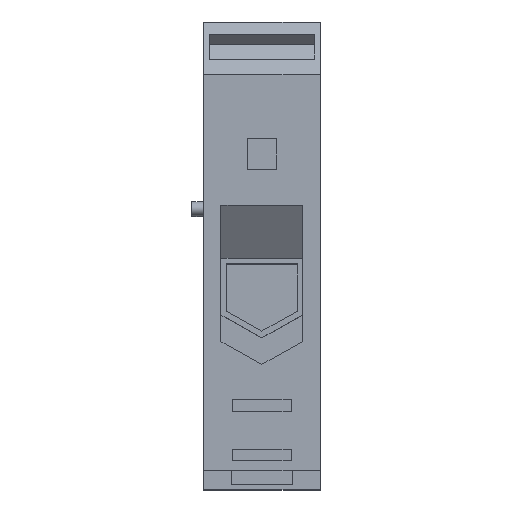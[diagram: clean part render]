
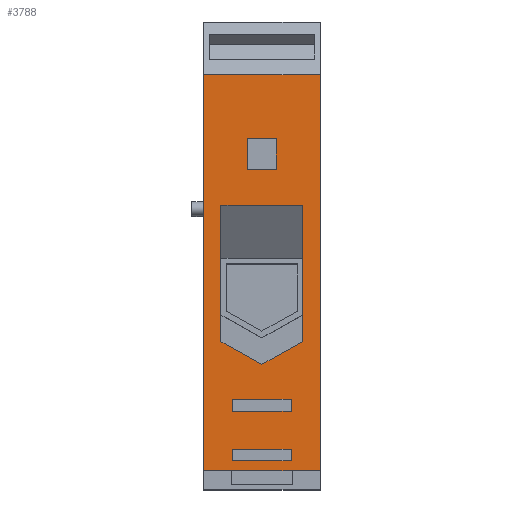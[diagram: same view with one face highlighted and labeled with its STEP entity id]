
A CAD part, top view. The second image highlights one B-rep face of the part: STEP entity #3788.
In plain terms, the highlighted planar face has unit normal (0, 0, 1).
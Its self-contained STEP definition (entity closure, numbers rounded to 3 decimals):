
#10=DIRECTION('',(0.,1.,0.));
#11=VECTOR('',#10,67.8);
#12=CARTESIAN_POINT('',(0.,3.2,71.));
#13=LINE('',#12,#11);
#742=DIRECTION('',(1.,0.,0.));
#743=VECTOR('',#742,20.);
#744=CARTESIAN_POINT('',(0.,3.2,71.));
#745=LINE('',#744,#743);
#746=DIRECTION('',(0.,-1.,0.));
#747=VECTOR('',#746,5.2);
#748=CARTESIAN_POINT('',(12.5,60.,71.));
#749=LINE('',#748,#747);
#750=DIRECTION('',(1.,0.,0.));
#751=VECTOR('',#750,5.);
#752=CARTESIAN_POINT('',(7.5,60.,71.));
#753=LINE('',#752,#751);
#754=DIRECTION('',(0.,1.,0.));
#755=VECTOR('',#754,5.2);
#756=CARTESIAN_POINT('',(7.5,54.8,71.));
#757=LINE('',#756,#755);
#758=DIRECTION('',(-1.,0.,0.));
#759=VECTOR('',#758,5.);
#760=CARTESIAN_POINT('',(12.5,54.8,71.));
#761=LINE('',#760,#759);
#762=DIRECTION('',(0.,1.,0.));
#763=VECTOR('',#762,2.);
#764=CARTESIAN_POINT('',(15.,4.9,71.));
#765=LINE('',#764,#763);
#766=DIRECTION('',(-1.,0.,0.));
#767=VECTOR('',#766,10.);
#768=CARTESIAN_POINT('',(15.,6.9,71.));
#769=LINE('',#768,#767);
#770=DIRECTION('',(0.,-1.,0.));
#771=VECTOR('',#770,2.);
#772=CARTESIAN_POINT('',(5.,6.9,71.));
#773=LINE('',#772,#771);
#774=DIRECTION('',(1.,0.,0.));
#775=VECTOR('',#774,10.);
#776=CARTESIAN_POINT('',(5.,4.9,71.));
#777=LINE('',#776,#775);
#778=DIRECTION('',(0.,1.,0.));
#779=VECTOR('',#778,2.);
#780=CARTESIAN_POINT('',(15.,13.4,71.));
#781=LINE('',#780,#779);
#782=DIRECTION('',(-1.,0.,0.));
#783=VECTOR('',#782,10.);
#784=CARTESIAN_POINT('',(15.,15.4,71.));
#785=LINE('',#784,#783);
#786=DIRECTION('',(0.,-1.,0.));
#787=VECTOR('',#786,2.);
#788=CARTESIAN_POINT('',(5.,15.4,71.));
#789=LINE('',#788,#787);
#790=DIRECTION('',(1.,0.,0.));
#791=VECTOR('',#790,10.);
#792=CARTESIAN_POINT('',(5.,13.4,71.));
#793=LINE('',#792,#791);
#794=DIRECTION('',(-1.,0.,0.));
#795=VECTOR('',#794,14.);
#796=CARTESIAN_POINT('',(17.,48.6,71.));
#797=LINE('',#796,#795);
#798=DIRECTION('',(-0.874,0.487,0.));
#799=VECTOR('',#798,8.013);
#800=CARTESIAN_POINT('',(10.,21.4,71.));
#801=LINE('',#800,#799);
#802=DIRECTION('',(-0.874,-0.487,0.));
#803=VECTOR('',#802,8.013);
#804=CARTESIAN_POINT('',(17.,25.3,71.));
#805=LINE('',#804,#803);
#806=DIRECTION('',(1.,0.,0.));
#807=VECTOR('',#806,20.);
#808=CARTESIAN_POINT('',(0.,71.,71.));
#809=LINE('',#808,#807);
#918=DIRECTION('',(0.,1.,0.));
#919=VECTOR('',#918,67.8);
#920=CARTESIAN_POINT('',(20.,3.2,71.));
#921=LINE('',#920,#919);
#1338=DIRECTION('',(0.,-1.,0.));
#1339=VECTOR('',#1338,23.3);
#1340=CARTESIAN_POINT('',(17.,48.6,71.));
#1341=LINE('',#1340,#1339);
#1462=DIRECTION('',(0.,1.,0.));
#1463=VECTOR('',#1462,23.3);
#1464=CARTESIAN_POINT('',(3.,25.3,71.));
#1465=LINE('',#1464,#1463);
#2072=CARTESIAN_POINT('',(0.,3.2,71.));
#2073=VERTEX_POINT('',#2072);
#2074=CARTESIAN_POINT('',(0.,71.,71.));
#2075=VERTEX_POINT('',#2074);
#2122=CARTESIAN_POINT('',(20.,3.2,71.));
#2123=VERTEX_POINT('',#2122);
#2124=CARTESIAN_POINT('',(20.,71.,71.));
#2125=VERTEX_POINT('',#2124);
#2222=CARTESIAN_POINT('',(12.5,60.,71.));
#2223=VERTEX_POINT('',#2222);
#2224=CARTESIAN_POINT('',(12.5,54.8,71.));
#2225=VERTEX_POINT('',#2224);
#2226=CARTESIAN_POINT('',(7.5,54.8,71.));
#2227=VERTEX_POINT('',#2226);
#2228=CARTESIAN_POINT('',(7.5,60.,71.));
#2229=VERTEX_POINT('',#2228);
#2302=CARTESIAN_POINT('',(15.,4.9,71.));
#2303=CARTESIAN_POINT('',(15.,6.9,71.));
#2304=VERTEX_POINT('',#2302);
#2305=VERTEX_POINT('',#2303);
#2306=CARTESIAN_POINT('',(5.,6.9,71.));
#2307=VERTEX_POINT('',#2306);
#2308=CARTESIAN_POINT('',(5.,4.9,71.));
#2309=VERTEX_POINT('',#2308);
#2310=CARTESIAN_POINT('',(15.,13.4,71.));
#2311=CARTESIAN_POINT('',(15.,15.4,71.));
#2312=VERTEX_POINT('',#2310);
#2313=VERTEX_POINT('',#2311);
#2314=CARTESIAN_POINT('',(5.,15.4,71.));
#2315=VERTEX_POINT('',#2314);
#2316=CARTESIAN_POINT('',(5.,13.4,71.));
#2317=VERTEX_POINT('',#2316);
#2512=CARTESIAN_POINT('',(10.,21.4,71.));
#2513=VERTEX_POINT('',#2512);
#2514=CARTESIAN_POINT('',(3.,25.3,71.));
#2515=VERTEX_POINT('',#2514);
#2516=CARTESIAN_POINT('',(17.,25.3,71.));
#2517=VERTEX_POINT('',#2516);
#2574=CARTESIAN_POINT('',(17.,48.6,71.));
#2575=CARTESIAN_POINT('',(3.,48.6,71.));
#2576=VERTEX_POINT('',#2574);
#2577=VERTEX_POINT('',#2575);
#3733=CARTESIAN_POINT('',(0.,3.2,71.));
#3734=DIRECTION('',(0.,0.,1.));
#3735=DIRECTION('',(0.,1.,0.));
#3736=AXIS2_PLACEMENT_3D('',#3733,#3734,#3735);
#3737=PLANE('',#3736);
#3738=ORIENTED_EDGE('',*,*,#2687,.T.);
#3740=ORIENTED_EDGE('',*,*,#3739,.T.);
#3742=ORIENTED_EDGE('',*,*,#3741,.F.);
#3743=ORIENTED_EDGE('',*,*,#3568,.F.);
#3744=EDGE_LOOP('',(#3738,#3740,#3742,#3743));
#3745=FACE_OUTER_BOUND('',#3744,.F.);
#3747=ORIENTED_EDGE('',*,*,#3746,.F.);
#3749=ORIENTED_EDGE('',*,*,#3748,.F.);
#3751=ORIENTED_EDGE('',*,*,#3750,.F.);
#3753=ORIENTED_EDGE('',*,*,#3752,.F.);
#3754=EDGE_LOOP('',(#3747,#3749,#3751,#3753));
#3755=FACE_BOUND('',#3754,.F.);
#3757=ORIENTED_EDGE('',*,*,#3756,.T.);
#3759=ORIENTED_EDGE('',*,*,#3758,.T.);
#3761=ORIENTED_EDGE('',*,*,#3760,.T.);
#3763=ORIENTED_EDGE('',*,*,#3762,.T.);
#3764=EDGE_LOOP('',(#3757,#3759,#3761,#3763));
#3765=FACE_BOUND('',#3764,.F.);
#3767=ORIENTED_EDGE('',*,*,#3766,.T.);
#3769=ORIENTED_EDGE('',*,*,#3768,.T.);
#3771=ORIENTED_EDGE('',*,*,#3770,.T.);
#3773=ORIENTED_EDGE('',*,*,#3772,.T.);
#3774=EDGE_LOOP('',(#3767,#3769,#3771,#3773));
#3775=FACE_BOUND('',#3774,.F.);
#3777=ORIENTED_EDGE('',*,*,#3776,.F.);
#3779=ORIENTED_EDGE('',*,*,#3778,.T.);
#3781=ORIENTED_EDGE('',*,*,#3780,.F.);
#3783=ORIENTED_EDGE('',*,*,#3782,.F.);
#3785=ORIENTED_EDGE('',*,*,#3784,.F.);
#3786=EDGE_LOOP('',(#3777,#3779,#3781,#3783,#3785));
#3787=FACE_BOUND('',#3786,.F.);
#2687=EDGE_CURVE('',#2073,#2075,#13,.T.);
#3568=EDGE_CURVE('',#2073,#2123,#745,.T.);
#3739=EDGE_CURVE('',#2075,#2125,#809,.T.);
#3741=EDGE_CURVE('',#2123,#2125,#921,.T.);
#3746=EDGE_CURVE('',#2223,#2225,#749,.T.);
#3748=EDGE_CURVE('',#2229,#2223,#753,.T.);
#3750=EDGE_CURVE('',#2227,#2229,#757,.T.);
#3752=EDGE_CURVE('',#2225,#2227,#761,.T.);
#3756=EDGE_CURVE('',#2304,#2305,#765,.T.);
#3758=EDGE_CURVE('',#2305,#2307,#769,.T.);
#3760=EDGE_CURVE('',#2307,#2309,#773,.T.);
#3762=EDGE_CURVE('',#2309,#2304,#777,.T.);
#3766=EDGE_CURVE('',#2312,#2313,#781,.T.);
#3768=EDGE_CURVE('',#2313,#2315,#785,.T.);
#3770=EDGE_CURVE('',#2315,#2317,#789,.T.);
#3772=EDGE_CURVE('',#2317,#2312,#793,.T.);
#3776=EDGE_CURVE('',#2576,#2517,#1341,.T.);
#3778=EDGE_CURVE('',#2576,#2577,#797,.T.);
#3780=EDGE_CURVE('',#2515,#2577,#1465,.T.);
#3782=EDGE_CURVE('',#2513,#2515,#801,.T.);
#3784=EDGE_CURVE('',#2517,#2513,#805,.T.);
#3788=ADVANCED_FACE('',(#3745,#3755,#3765,#3775,#3787),#3737,.T.);
